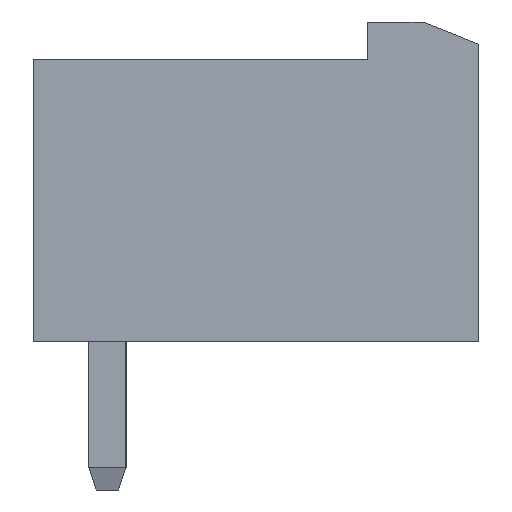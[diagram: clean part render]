
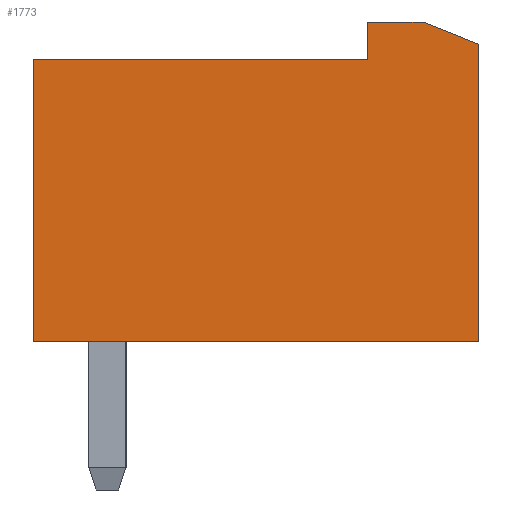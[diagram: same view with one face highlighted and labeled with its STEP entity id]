
A CAD part, left-side view. The second image highlights one B-rep face of the part: STEP entity #1773.
In plain terms, the highlighted planar face has unit normal (-1, 0, 0).
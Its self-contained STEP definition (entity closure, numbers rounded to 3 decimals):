
#22 = VERTEX_POINT('',#23);
#23 = CARTESIAN_POINT('',(-7.5,2.,7.6));
#32 = PLANE('',#33);
#33 = AXIS2_PLACEMENT_3D('',#34,#35,#36);
#34 = CARTESIAN_POINT('',(-7.5,2.,7.6));
#35 = DIRECTION('',(0.,1.,0.));
#36 = DIRECTION('',(0.,0.,-1.));
#44 = PLANE('',#45);
#45 = AXIS2_PLACEMENT_3D('',#46,#47,#48);
#46 = CARTESIAN_POINT('',(-7.5,-7.,7.6));
#47 = DIRECTION('',(0.,0.,1.));
#48 = DIRECTION('',(0.,1.,0.));
#85 = VERTEX_POINT('',#86);
#86 = CARTESIAN_POINT('',(-7.5,2.,0.));
#100 = PLANE('',#101);
#101 = AXIS2_PLACEMENT_3D('',#102,#103,#104);
#102 = CARTESIAN_POINT('',(-7.5,2.,0.));
#103 = DIRECTION('',(0.,0.,-1.));
#104 = DIRECTION('',(0.,-1.,0.));
#112 = EDGE_CURVE('',#22,#85,#113,.T.);
#113 = SURFACE_CURVE('',#114,(#118,#125),.PCURVE_S1.);
#114 = LINE('',#115,#116);
#115 = CARTESIAN_POINT('',(-7.5,2.,7.6));
#116 = VECTOR('',#117,1.);
#117 = DIRECTION('',(0.,0.,-1.));
#118 = PCURVE('',#32,#119);
#119 = DEFINITIONAL_REPRESENTATION('',(#120),#124);
#120 = LINE('',#121,#122);
#121 = CARTESIAN_POINT('',(0.,0.));
#122 = VECTOR('',#123,1.);
#123 = DIRECTION('',(1.,0.));
#124 = ( GEOMETRIC_REPRESENTATION_CONTEXT(2)
PARAMETRIC_REPRESENTATION_CONTEXT() REPRESENTATION_CONTEXT('2D SPACE',''
) );
#125 = PCURVE('',#126,#131);
#126 = PLANE('',#127);
#127 = AXIS2_PLACEMENT_3D('',#128,#129,#130);
#128 = CARTESIAN_POINT('',(-7.5,2.,7.6));
#129 = DIRECTION('',(1.,0.,0.));
#130 = DIRECTION('',(0.,-1.,0.));
#131 = DEFINITIONAL_REPRESENTATION('',(#132),#136);
#132 = LINE('',#133,#134);
#133 = CARTESIAN_POINT('',(0.,0.));
#134 = VECTOR('',#135,1.);
#135 = DIRECTION('',(0.,1.));
#136 = ( GEOMETRIC_REPRESENTATION_CONTEXT(2)
PARAMETRIC_REPRESENTATION_CONTEXT() REPRESENTATION_CONTEXT('2D SPACE',''
) );
#142 = VERTEX_POINT('',#143);
#143 = CARTESIAN_POINT('',(-7.5,-7.,7.6));
#159 = PLANE('',#160);
#160 = AXIS2_PLACEMENT_3D('',#161,#162,#163);
#161 = CARTESIAN_POINT('',(-7.5,-7.,8.6));
#162 = DIRECTION('',(0.,1.,0.));
#163 = DIRECTION('',(0.,0.,-1.));
#193 = EDGE_CURVE('',#142,#22,#194,.T.);
#194 = SURFACE_CURVE('',#195,(#199,#206),.PCURVE_S1.);
#195 = LINE('',#196,#197);
#196 = CARTESIAN_POINT('',(-7.5,-7.,7.6));
#197 = VECTOR('',#198,1.);
#198 = DIRECTION('',(0.,1.,0.));
#199 = PCURVE('',#44,#200);
#200 = DEFINITIONAL_REPRESENTATION('',(#201),#205);
#201 = LINE('',#202,#203);
#202 = CARTESIAN_POINT('',(0.,0.));
#203 = VECTOR('',#204,1.);
#204 = DIRECTION('',(1.,0.));
#205 = ( GEOMETRIC_REPRESENTATION_CONTEXT(2)
PARAMETRIC_REPRESENTATION_CONTEXT() REPRESENTATION_CONTEXT('2D SPACE',''
) );
#206 = PCURVE('',#126,#207);
#207 = DEFINITIONAL_REPRESENTATION('',(#208),#212);
#208 = LINE('',#209,#210);
#209 = CARTESIAN_POINT('',(9.,0.));
#210 = VECTOR('',#211,1.);
#211 = DIRECTION('',(-1.,0.));
#212 = ( GEOMETRIC_REPRESENTATION_CONTEXT(2)
PARAMETRIC_REPRESENTATION_CONTEXT() REPRESENTATION_CONTEXT('2D SPACE',''
) );
#242 = VERTEX_POINT('',#243);
#243 = CARTESIAN_POINT('',(-7.5,-10.,0.));
#257 = PLANE('',#258);
#258 = AXIS2_PLACEMENT_3D('',#259,#260,#261);
#259 = CARTESIAN_POINT('',(-7.5,-10.,0.));
#260 = DIRECTION('',(0.,-1.,0.));
#261 = DIRECTION('',(0.,0.,1.));
#269 = EDGE_CURVE('',#85,#242,#270,.T.);
#270 = SURFACE_CURVE('',#271,(#275,#282),.PCURVE_S1.);
#271 = LINE('',#272,#273);
#272 = CARTESIAN_POINT('',(-7.5,2.,0.));
#273 = VECTOR('',#274,1.);
#274 = DIRECTION('',(0.,-1.,0.));
#275 = PCURVE('',#100,#276);
#276 = DEFINITIONAL_REPRESENTATION('',(#277),#281);
#277 = LINE('',#278,#279);
#278 = CARTESIAN_POINT('',(0.,0.));
#279 = VECTOR('',#280,1.);
#280 = DIRECTION('',(1.,0.));
#281 = ( GEOMETRIC_REPRESENTATION_CONTEXT(2)
PARAMETRIC_REPRESENTATION_CONTEXT() REPRESENTATION_CONTEXT('2D SPACE',''
) );
#282 = PCURVE('',#126,#283);
#283 = DEFINITIONAL_REPRESENTATION('',(#284),#288);
#284 = LINE('',#285,#286);
#285 = CARTESIAN_POINT('',(0.,7.6));
#286 = VECTOR('',#287,1.);
#287 = DIRECTION('',(1.,0.));
#288 = ( GEOMETRIC_REPRESENTATION_CONTEXT(2)
PARAMETRIC_REPRESENTATION_CONTEXT() REPRESENTATION_CONTEXT('2D SPACE',''
) );
#1773 = ADVANCED_FACE('',(#1774),#126,.F.);
#1774 = FACE_BOUND('',#1775,.T.);
#1775 = EDGE_LOOP('',(#1776,#1777,#1778,#1801,#1829,#1857,#1878));
#1776 = ORIENTED_EDGE('',*,*,#112,.T.);
#1777 = ORIENTED_EDGE('',*,*,#269,.T.);
#1778 = ORIENTED_EDGE('',*,*,#1779,.T.);
#1779 = EDGE_CURVE('',#242,#1780,#1782,.T.);
#1780 = VERTEX_POINT('',#1781);
#1781 = CARTESIAN_POINT('',(-7.5,-10.,8.));
#1782 = SURFACE_CURVE('',#1783,(#1787,#1794),.PCURVE_S1.);
#1783 = LINE('',#1784,#1785);
#1784 = CARTESIAN_POINT('',(-7.5,-10.,0.));
#1785 = VECTOR('',#1786,1.);
#1786 = DIRECTION('',(0.,0.,1.));
#1787 = PCURVE('',#126,#1788);
#1788 = DEFINITIONAL_REPRESENTATION('',(#1789),#1793);
#1789 = LINE('',#1790,#1791);
#1790 = CARTESIAN_POINT('',(12.,7.6));
#1791 = VECTOR('',#1792,1.);
#1792 = DIRECTION('',(0.,-1.));
#1793 = ( GEOMETRIC_REPRESENTATION_CONTEXT(2)
PARAMETRIC_REPRESENTATION_CONTEXT() REPRESENTATION_CONTEXT('2D SPACE',''
) );
#1794 = PCURVE('',#257,#1795);
#1795 = DEFINITIONAL_REPRESENTATION('',(#1796),#1800);
#1796 = LINE('',#1797,#1798);
#1797 = CARTESIAN_POINT('',(0.,0.));
#1798 = VECTOR('',#1799,1.);
#1799 = DIRECTION('',(1.,0.));
#1800 = ( GEOMETRIC_REPRESENTATION_CONTEXT(2)
PARAMETRIC_REPRESENTATION_CONTEXT() REPRESENTATION_CONTEXT('2D SPACE',''
) );
#1801 = ORIENTED_EDGE('',*,*,#1802,.T.);
#1802 = EDGE_CURVE('',#1780,#1803,#1805,.T.);
#1803 = VERTEX_POINT('',#1804);
#1804 = CARTESIAN_POINT('',(-7.5,-8.5,8.6));
#1805 = SURFACE_CURVE('',#1806,(#1810,#1817),.PCURVE_S1.);
#1806 = LINE('',#1807,#1808);
#1807 = CARTESIAN_POINT('',(-7.5,-10.,8.));
#1808 = VECTOR('',#1809,1.);
#1809 = DIRECTION('',(0.,0.928,0.371));
#1810 = PCURVE('',#126,#1811);
#1811 = DEFINITIONAL_REPRESENTATION('',(#1812),#1816);
#1812 = LINE('',#1813,#1814);
#1813 = CARTESIAN_POINT('',(12.,-0.4));
#1814 = VECTOR('',#1815,1.);
#1815 = DIRECTION('',(-0.928,-0.371));
#1816 = ( GEOMETRIC_REPRESENTATION_CONTEXT(2)
PARAMETRIC_REPRESENTATION_CONTEXT() REPRESENTATION_CONTEXT('2D SPACE',''
) );
#1817 = PCURVE('',#1818,#1823);
#1818 = PLANE('',#1819);
#1819 = AXIS2_PLACEMENT_3D('',#1820,#1821,#1822);
#1820 = CARTESIAN_POINT('',(-7.5,-10.,8.));
#1821 = DIRECTION('',(0.,-0.371,0.928));
#1822 = DIRECTION('',(0.,0.928,0.371));
#1823 = DEFINITIONAL_REPRESENTATION('',(#1824),#1828);
#1824 = LINE('',#1825,#1826);
#1825 = CARTESIAN_POINT('',(0.,0.));
#1826 = VECTOR('',#1827,1.);
#1827 = DIRECTION('',(1.,0.));
#1828 = ( GEOMETRIC_REPRESENTATION_CONTEXT(2)
PARAMETRIC_REPRESENTATION_CONTEXT() REPRESENTATION_CONTEXT('2D SPACE',''
) );
#1829 = ORIENTED_EDGE('',*,*,#1830,.T.);
#1830 = EDGE_CURVE('',#1803,#1831,#1833,.T.);
#1831 = VERTEX_POINT('',#1832);
#1832 = CARTESIAN_POINT('',(-7.5,-7.,8.6));
#1833 = SURFACE_CURVE('',#1834,(#1838,#1845),.PCURVE_S1.);
#1834 = LINE('',#1835,#1836);
#1835 = CARTESIAN_POINT('',(-7.5,-8.5,8.6));
#1836 = VECTOR('',#1837,1.);
#1837 = DIRECTION('',(0.,1.,0.));
#1838 = PCURVE('',#126,#1839);
#1839 = DEFINITIONAL_REPRESENTATION('',(#1840),#1844);
#1840 = LINE('',#1841,#1842);
#1841 = CARTESIAN_POINT('',(10.5,-1.));
#1842 = VECTOR('',#1843,1.);
#1843 = DIRECTION('',(-1.,0.));
#1844 = ( GEOMETRIC_REPRESENTATION_CONTEXT(2)
PARAMETRIC_REPRESENTATION_CONTEXT() REPRESENTATION_CONTEXT('2D SPACE',''
) );
#1845 = PCURVE('',#1846,#1851);
#1846 = PLANE('',#1847);
#1847 = AXIS2_PLACEMENT_3D('',#1848,#1849,#1850);
#1848 = CARTESIAN_POINT('',(-7.5,-8.5,8.6));
#1849 = DIRECTION('',(0.,0.,1.));
#1850 = DIRECTION('',(0.,1.,0.));
#1851 = DEFINITIONAL_REPRESENTATION('',(#1852),#1856);
#1852 = LINE('',#1853,#1854);
#1853 = CARTESIAN_POINT('',(0.,0.));
#1854 = VECTOR('',#1855,1.);
#1855 = DIRECTION('',(1.,0.));
#1856 = ( GEOMETRIC_REPRESENTATION_CONTEXT(2)
PARAMETRIC_REPRESENTATION_CONTEXT() REPRESENTATION_CONTEXT('2D SPACE',''
) );
#1857 = ORIENTED_EDGE('',*,*,#1858,.T.);
#1858 = EDGE_CURVE('',#1831,#142,#1859,.T.);
#1859 = SURFACE_CURVE('',#1860,(#1864,#1871),.PCURVE_S1.);
#1860 = LINE('',#1861,#1862);
#1861 = CARTESIAN_POINT('',(-7.5,-7.,8.6));
#1862 = VECTOR('',#1863,1.);
#1863 = DIRECTION('',(0.,0.,-1.));
#1864 = PCURVE('',#126,#1865);
#1865 = DEFINITIONAL_REPRESENTATION('',(#1866),#1870);
#1866 = LINE('',#1867,#1868);
#1867 = CARTESIAN_POINT('',(9.,-1.));
#1868 = VECTOR('',#1869,1.);
#1869 = DIRECTION('',(0.,1.));
#1870 = ( GEOMETRIC_REPRESENTATION_CONTEXT(2)
PARAMETRIC_REPRESENTATION_CONTEXT() REPRESENTATION_CONTEXT('2D SPACE',''
) );
#1871 = PCURVE('',#159,#1872);
#1872 = DEFINITIONAL_REPRESENTATION('',(#1873),#1877);
#1873 = LINE('',#1874,#1875);
#1874 = CARTESIAN_POINT('',(0.,0.));
#1875 = VECTOR('',#1876,1.);
#1876 = DIRECTION('',(1.,0.));
#1877 = ( GEOMETRIC_REPRESENTATION_CONTEXT(2)
PARAMETRIC_REPRESENTATION_CONTEXT() REPRESENTATION_CONTEXT('2D SPACE',''
) );
#1878 = ORIENTED_EDGE('',*,*,#193,.T.);
